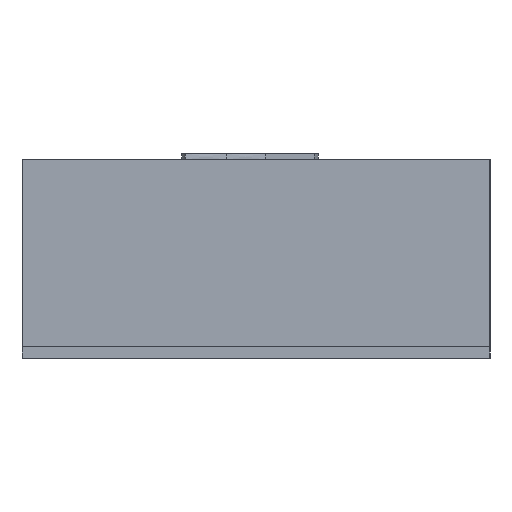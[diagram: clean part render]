
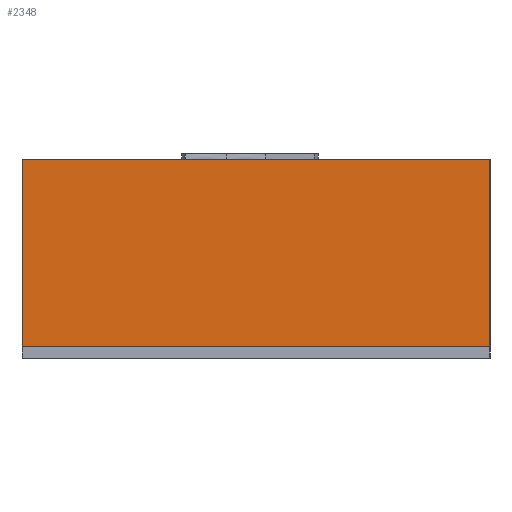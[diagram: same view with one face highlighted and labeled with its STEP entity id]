
A CAD part, left-side view. The second image highlights one B-rep face of the part: STEP entity #2348.
In plain terms, the highlighted planar face has unit normal (-1, 0, 0).
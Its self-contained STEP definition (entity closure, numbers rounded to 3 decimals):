
#22 = VERTEX_POINT('',#23);
#23 = CARTESIAN_POINT('',(-6.15,2.,1.6));
#40 = VERTEX_POINT('',#41);
#41 = CARTESIAN_POINT('',(-6.15,-2.,1.6));
#47 = EDGE_CURVE('',#40,#22,#48,.T.);
#48 = LINE('',#49,#50);
#49 = CARTESIAN_POINT('',(-6.15,-2.,1.6));
#50 = VECTOR('',#51,1.);
#51 = DIRECTION('',(0.,1.,0.));
#2305 = EDGE_CURVE('',#2306,#22,#2308,.T.);
#2306 = VERTEX_POINT('',#2307);
#2307 = CARTESIAN_POINT('',(-6.15,2.,0.));
#2308 = LINE('',#2309,#2310);
#2309 = CARTESIAN_POINT('',(-6.15,2.,0.));
#2310 = VECTOR('',#2311,1.);
#2311 = DIRECTION('',(0.,0.,1.));
#2348 = ADVANCED_FACE('',(#2349),#2367,.T.);
#2349 = FACE_BOUND('',#2350,.T.);
#2350 = EDGE_LOOP('',(#2351,#2359,#2360,#2361));
#2351 = ORIENTED_EDGE('',*,*,#2352,.T.);
#2352 = EDGE_CURVE('',#2353,#40,#2355,.T.);
#2353 = VERTEX_POINT('',#2354);
#2354 = CARTESIAN_POINT('',(-6.15,-2.,0.));
#2355 = LINE('',#2356,#2357);
#2356 = CARTESIAN_POINT('',(-6.15,-2.,0.));
#2357 = VECTOR('',#2358,1.);
#2358 = DIRECTION('',(0.,0.,1.));
#2359 = ORIENTED_EDGE('',*,*,#47,.T.);
#2360 = ORIENTED_EDGE('',*,*,#2305,.F.);
#2361 = ORIENTED_EDGE('',*,*,#2362,.F.);
#2362 = EDGE_CURVE('',#2353,#2306,#2363,.T.);
#2363 = LINE('',#2364,#2365);
#2364 = CARTESIAN_POINT('',(-6.15,-2.,0.));
#2365 = VECTOR('',#2366,1.);
#2366 = DIRECTION('',(0.,1.,0.));
#2367 = PLANE('',#2368);
#2368 = AXIS2_PLACEMENT_3D('',#2369,#2370,#2371);
#2369 = CARTESIAN_POINT('',(-6.15,-2.,0.));
#2370 = DIRECTION('',(-1.,0.,0.));
#2371 = DIRECTION('',(0.,1.,0.));
